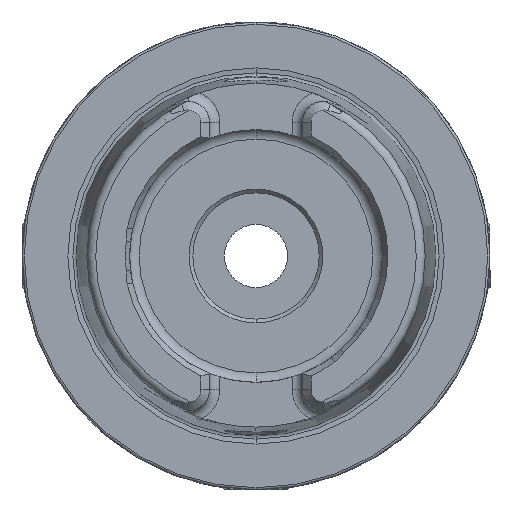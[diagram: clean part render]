
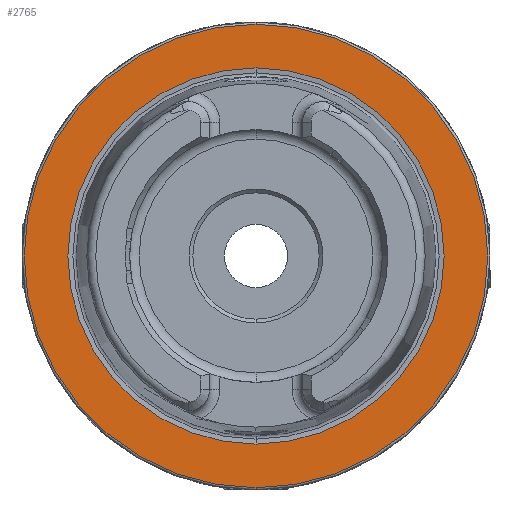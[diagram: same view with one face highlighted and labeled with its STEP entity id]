
A CAD part, left-side view. The second image highlights one B-rep face of the part: STEP entity #2765.
In plain terms, the highlighted planar face has unit normal (-1, 0, 0).
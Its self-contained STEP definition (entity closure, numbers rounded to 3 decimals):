
#10 = VERTEX_POINT ( 'NONE', #2241 ) ;
#318 = EDGE_CURVE ( 'NONE', #634, #641, #4512, .T. ) ;
#325 = EDGE_CURVE ( 'NONE', #10, #650, #4523, .T. ) ;
#570 = EDGE_CURVE ( 'NONE', #650, #10, #6639, .T. ) ;
#571 = EDGE_CURVE ( 'NONE', #641, #634, #6641, .T. ) ;
#634 = VERTEX_POINT ( 'NONE', #7173 ) ;
#641 = VERTEX_POINT ( 'NONE', #7180 ) ;
#650 = VERTEX_POINT ( 'NONE', #7189 ) ;
#946 = ORIENTED_EDGE ( 'NONE', *, *, #570, .F. ) ;
#947 = ORIENTED_EDGE ( 'NONE', *, *, #325, .F. ) ;
#948 = ORIENTED_EDGE ( 'NONE', *, *, #318, .T. ) ;
#949 = ORIENTED_EDGE ( 'NONE', *, *, #571, .T. ) ;
#2241 = CARTESIAN_POINT ( 'NONE',  ( 0., 0., -25.324 ) ) ;
#2344 = EDGE_LOOP ( 'NONE', ( #948, #949 ) ) ;
#2359 = EDGE_LOOP ( 'NONE', ( #946, #947 ) ) ;
#2765 = ADVANCED_FACE ( 'NONE', ( #10846, #10848 ), #10849, .F. ) ;
#4228 = CARTESIAN_POINT ( 'NONE',  ( 0., 0., 0. ) ) ;
#4229 = DIRECTION ( 'NONE',  ( -1., 0., 0. ) ) ;
#4230 = DIRECTION ( 'NONE',  ( 0., 0., 1. ) ) ;
#4252 = CARTESIAN_POINT ( 'NONE',  ( 0., 0., 0. ) ) ;
#4253 = DIRECTION ( 'NONE',  ( -1., 0., 0. ) ) ;
#4254 = DIRECTION ( 'NONE',  ( 0., 0., 1. ) ) ;
#4512 = CIRCLE ( 'NONE', #4515, 31.2 ) ;
#4515 = AXIS2_PLACEMENT_3D ( 'NONE', #4228, #4229, #4230 ) ;
#4523 = CIRCLE ( 'NONE', #4527, 25.324 ) ;
#4527 = AXIS2_PLACEMENT_3D ( 'NONE', #4252, #4253, #4254 ) ;
#6639 = CIRCLE ( 'NONE', #6642, 25.324 ) ;
#6641 = CIRCLE ( 'NONE', #6644, 31.2 ) ;
#6642 = AXIS2_PLACEMENT_3D ( 'NONE', #7095, #7096, #7097 ) ;
#6644 = AXIS2_PLACEMENT_3D ( 'NONE', #7098, #7099, #7100 ) ;
#7095 = CARTESIAN_POINT ( 'NONE',  ( 0., 0., 0. ) ) ;
#7096 = DIRECTION ( 'NONE',  ( -1., 0., 0. ) ) ;
#7097 = DIRECTION ( 'NONE',  ( 0., 0., 1. ) ) ;
#7098 = CARTESIAN_POINT ( 'NONE',  ( 0., 0., 0. ) ) ;
#7099 = DIRECTION ( 'NONE',  ( -1., 0., 0. ) ) ;
#7100 = DIRECTION ( 'NONE',  ( 0., 0., 1. ) ) ;
#7173 = CARTESIAN_POINT ( 'NONE',  ( 0., 0., 31.2 ) ) ;
#7180 = CARTESIAN_POINT ( 'NONE',  ( 0., 0., -31.2 ) ) ;
#7189 = CARTESIAN_POINT ( 'NONE',  ( 0., 0., 25.324 ) ) ;
#10567 = AXIS2_PLACEMENT_3D ( 'NONE', #10845, #10835, #10851 ) ;
#10835 = DIRECTION ( 'NONE',  ( 1., 0., 0. ) ) ;
#10845 = CARTESIAN_POINT ( 'NONE',  ( 0., 31.2, 0. ) ) ;
#10846 = FACE_BOUND ( 'NONE', #2359, .T. ) ;
#10848 = FACE_OUTER_BOUND ( 'NONE', #2344, .T. ) ;
#10849 = PLANE ( 'NONE',  #10567 ) ;
#10851 = DIRECTION ( 'NONE',  ( 0., 0., -1. ) ) ;
